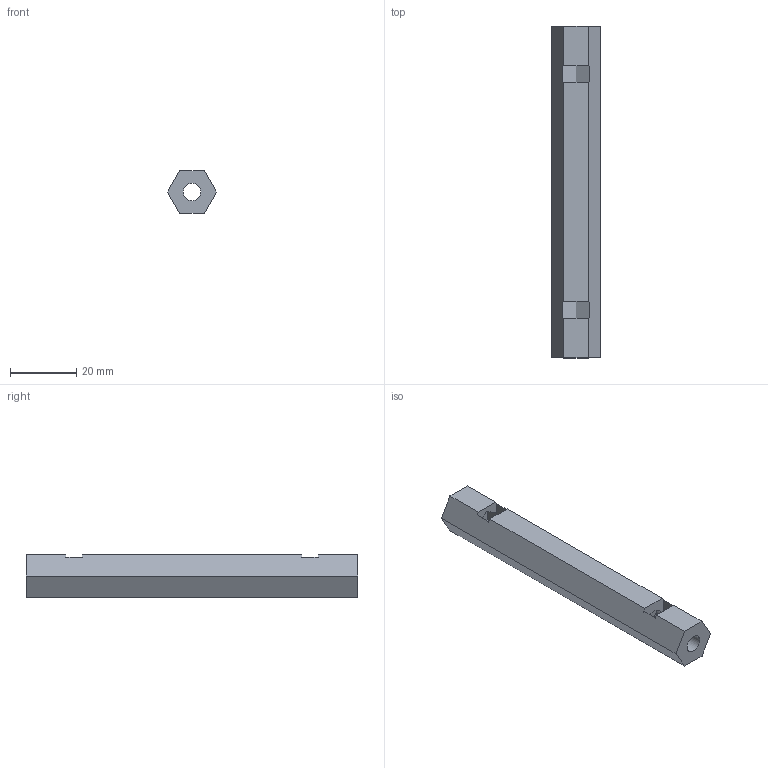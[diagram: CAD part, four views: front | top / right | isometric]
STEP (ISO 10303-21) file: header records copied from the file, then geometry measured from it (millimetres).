
FILE_DESCRIPTION(/* description */ (''),/* implementation_level */ '2;1');
FILE_NAME(/* name */ 'distance v2.step',/* time_stamp */ '2020-02-18T14:45:22+01:00',/* author */ (''),/* organization */ (''),/* preprocessor_version */ 'ST-DEVELOPER v18',/* originating_system */ 'Autodesk Translation Framework v8.12.0.6',/* authorisation */ '');
FILE_SCHEMA (('AUTOMOTIVE_DESIGN { 1 0 10303 214 3 1 1 }'));
Length unit declared in the file: millimetre
Products named in the file (1): distance
Bounding box: 14.78 x 100 x 12.8 mm (x, y, z)
Volume: 7873.7 mm3; surface area: 7631.9 mm2
Topology: 1 solids, 1 shells, 70 faces, 186 edges, 120 vertices
Faces by surface type: plane 54, cylinder 16
Full cylindrical faces by diameter (mm): 5.3 x2, 7 x2
Entity records: 2275 total; most frequent: CARTESIAN_POINT 485, ORIENTED_EDGE 372, DIRECTION 348, EDGE_CURVE 186, LINE 142, VECTOR 142, VERTEX_POINT 120, AXIS2_PLACEMENT_3D 103
